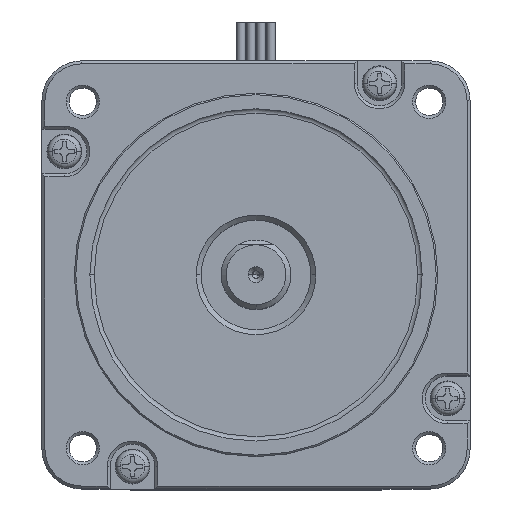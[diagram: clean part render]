
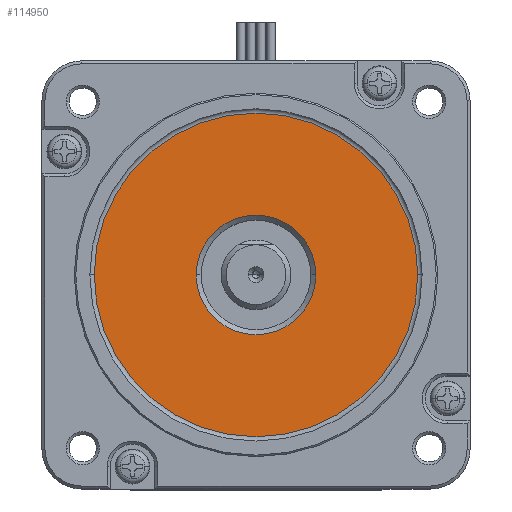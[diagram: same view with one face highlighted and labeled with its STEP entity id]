
A CAD part, top view. The second image highlights one B-rep face of the part: STEP entity #114950.
In plain terms, the highlighted planar face has unit normal (0, 0, 1).
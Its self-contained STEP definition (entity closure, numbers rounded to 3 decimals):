
#98790=CARTESIAN_POINT('',(-32.5,0.,1.
));
#98800=VERTEX_POINT('',#98790);
#98830=CARTESIAN_POINT('',(0.,0.,1.));
#98840=DIRECTION('',(0.,0.,1.));
#98850=DIRECTION('',(1.,0.,-0.));
#98860=AXIS2_PLACEMENT_3D('',#98830,#98840,#98850);
#98870=CIRCLE('',#98860,32.5);
#98880=CARTESIAN_POINT('',(32.5,0.,1.)
);
#98890=VERTEX_POINT('',#98880);
#98900=EDGE_CURVE('',#98800,#98890,#98870,.T.);
#114700=CARTESIAN_POINT('',(-32.89,-32.89,1.));
#114710=DIRECTION('',(0.,0.,1.));
#114720=DIRECTION('',(1.,0.,-0.));
#114730=AXIS2_PLACEMENT_3D('',#114700,#114710,#114720);
#114740=PLANE('',#114730);
#114750=EDGE_CURVE('',#98890,#98800,#98870,.T.);
#114760=ORIENTED_EDGE('',*,*,#114750,.T.);
#114770=ORIENTED_EDGE('',*,*,#98900,.T.);
#114780=EDGE_LOOP('',(#114770,#114760));
#114790=FACE_OUTER_BOUND('',#114780,.T.);
#114800=CARTESIAN_POINT('',(0.,0.,
1.));
#114810=DIRECTION('',(-0.,-0.,-1.));
#114820=DIRECTION('',(1.,0.,0.));
#114830=AXIS2_PLACEMENT_3D('',#114800,#114810,#114820);
#114840=CIRCLE('',#114830,12.);
#114850=CARTESIAN_POINT('',(12.,0.,1.));
#114860=VERTEX_POINT('',#114850);
#114870=CARTESIAN_POINT('',(-12.,0.,1.));
#114880=VERTEX_POINT('',#114870);
#114890=EDGE_CURVE('',#114860,#114880,#114840,.T.);
#114900=ORIENTED_EDGE('',*,*,#114890,.T.);
#114910=EDGE_CURVE('',#114880,#114860,#114840,.T.);
#114920=ORIENTED_EDGE('',*,*,#114910,.T.);
#114930=EDGE_LOOP('',(#114920,#114900));
#114940=FACE_BOUND('',#114930,.T.);
#114950=ADVANCED_FACE('',(#114790,#114940),#114740,.T.);
